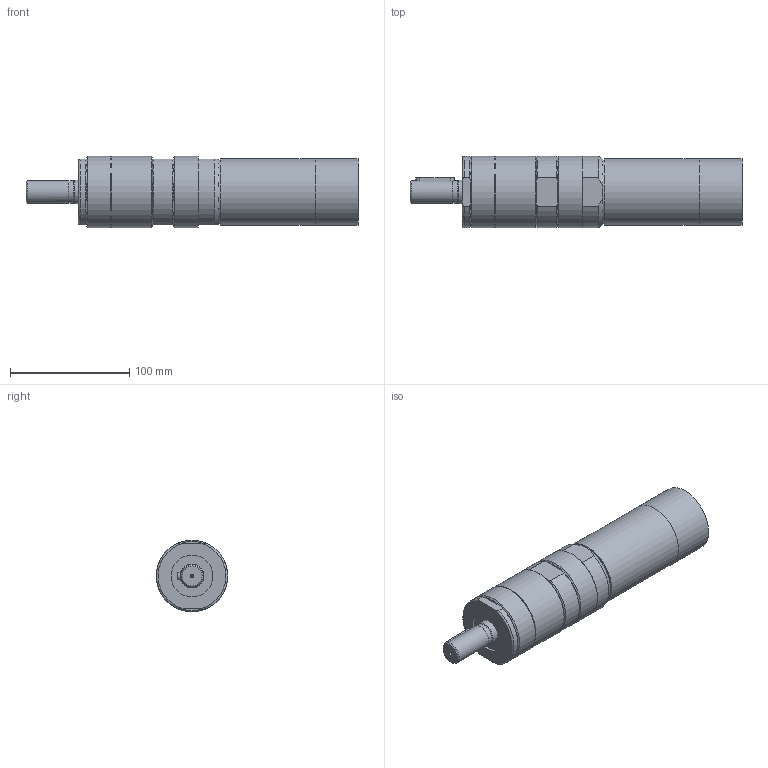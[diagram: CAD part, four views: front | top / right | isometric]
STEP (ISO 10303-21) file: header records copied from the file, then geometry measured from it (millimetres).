
FILE_DESCRIPTION((''),'2;1');
FILE_NAME('MRD 55-50_60009995.stp','2011-07-07T16:50:58',('rmorof'),(''),'Autodesk Inventor 2008','Autodesk Inventor 2008','');
FILE_SCHEMA(('CONFIG_CONTROL_DESIGN'));
Length unit declared in the file: millimetre
Products named in the file (1): MRD 55-50_60009995
Bounding box: 278.7 x 60 x 60 mm (x, y, z)
Volume: 624227.5 mm3; surface area: 54517.4 mm2
Topology: 1 solids, 4 shells, 96 faces, 205 edges, 133 vertices
Faces by surface type: plane 43, cylinder 27, cone 15, bspline 6, torus 3, sphere 2
Full cylindrical faces by diameter (mm): 1.55 x2, 3.6 x1, 4 x1, 5 x1, 5.5 x1, 18.8 x1, 19 x1, 20 x1, 35 x1, 53.877 x2, 56 x2, 58.827 x1, 60 x3
Entity records: 2753 total; most frequent: CARTESIAN_POINT 779, DIRECTION 384, ORIENTED_EDGE 312, AXIS2_PLACEMENT_3D 169, EDGE_CURVE 156, EDGE_LOOP 146, VERTEX_POINT 116, FACE_OUTER_BOUND 96
